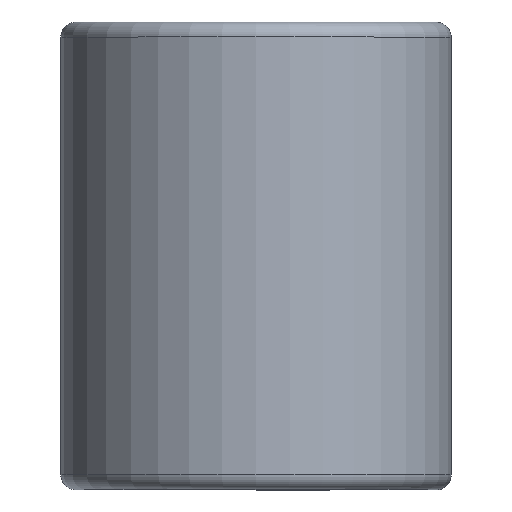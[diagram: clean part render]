
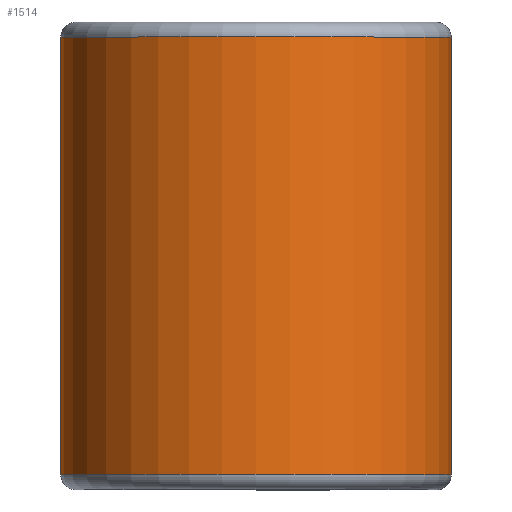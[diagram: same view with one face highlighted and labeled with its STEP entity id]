
A CAD part, top view. The second image highlights one B-rep face of the part: STEP entity #1514.
In plain terms, the highlighted cylindrical face has radius 9.944 mm (diameter 19.888 mm), a partial arc.
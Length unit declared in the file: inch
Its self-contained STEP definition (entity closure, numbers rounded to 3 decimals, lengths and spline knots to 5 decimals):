
#31 = AXIS2_PLACEMENT_3D ( 'NONE', #37, #64, #72 ) ;
#37 = CARTESIAN_POINT ( 'NONE',  ( 0., 0.43875, 0. ) ) ;
#64 = DIRECTION ( 'NONE',  ( 0., -1., 0. ) ) ;
#72 = DIRECTION ( 'NONE',  ( 0., 0., -1. ) ) ;
#186 = CARTESIAN_POINT ( 'NONE',  ( 0., -0.43875, 0. ) ) ;
#197 = DIRECTION ( 'NONE',  ( 0., 1., 0. ) ) ;
#215 = EDGE_LOOP ( 'NONE', ( #2064, #1764, #723, #727 ) ) ;
#401 = DIRECTION ( 'NONE',  ( 0., 0., -1. ) ) ;
#425 = FACE_OUTER_BOUND ( 'NONE', #215, .T. ) ;
#441 = VERTEX_POINT ( 'NONE', #988 ) ;
#449 = VERTEX_POINT ( 'NONE', #563 ) ;
#457 = CARTESIAN_POINT ( 'NONE',  ( 0., -0.43875, -0.3915 ) ) ;
#563 = CARTESIAN_POINT ( 'NONE',  ( 0.3915, 0.43875, 0. ) ) ;
#594 = CARTESIAN_POINT ( 'NONE',  ( 0.3915, 0.43875, 0. ) ) ;
#699 = DIRECTION ( 'NONE',  ( 0., -1., 0. ) ) ;
#723 = ORIENTED_EDGE ( 'NONE', *, *, #1156, .F. ) ;
#727 = ORIENTED_EDGE ( 'NONE', *, *, #1105, .F. ) ;
#766 = CARTESIAN_POINT ( 'NONE',  ( 0., 0.43875, -0.3915 ) ) ;
#811 = EDGE_CURVE ( 'NONE', #449, #1841, #827, .T. ) ;
#827 = CIRCLE ( 'NONE', #31, 0.3915 ) ;
#933 = LINE ( 'NONE', #594, #1906 ) ;
#988 = CARTESIAN_POINT ( 'NONE',  ( 0.3915, -0.43875, 0. ) ) ;
#1060 = CARTESIAN_POINT ( 'NONE',  ( 0., 0.4375, 0. ) ) ;
#1105 = EDGE_CURVE ( 'NONE', #441, #2238, #2270, .T. ) ;
#1129 = CYLINDRICAL_SURFACE ( 'NONE', #1736, 0.3915 ) ;
#1156 = EDGE_CURVE ( 'NONE', #2238, #1841, #1645, .T. ) ;
#1165 = VECTOR ( 'NONE', #197, 39.37008 ) ;
#1172 = EDGE_CURVE ( 'NONE', #441, #449, #933, .T. ) ;
#1483 = DIRECTION ( 'NONE',  ( 0., -1., 0. ) ) ;
#1514 = ADVANCED_FACE ( 'NONE', ( #425 ), #1129, .T. ) ;
#1645 = LINE ( 'NONE', #766, #1165 ) ;
#1736 = AXIS2_PLACEMENT_3D ( 'NONE', #1060, #699, #2179 ) ;
#1764 = ORIENTED_EDGE ( 'NONE', *, *, #811, .T. ) ;
#1841 = VERTEX_POINT ( 'NONE', #2338 ) ;
#1870 = DIRECTION ( 'NONE',  ( 0., 1., 0. ) ) ;
#1906 = VECTOR ( 'NONE', #1870, 39.37008 ) ;
#2064 = ORIENTED_EDGE ( 'NONE', *, *, #1172, .T. ) ;
#2179 = DIRECTION ( 'NONE',  ( 0., 0., -1. ) ) ;
#2238 = VERTEX_POINT ( 'NONE', #457 ) ;
#2246 = AXIS2_PLACEMENT_3D ( 'NONE', #186, #1483, #401 ) ;
#2270 = CIRCLE ( 'NONE', #2246, 0.3915 ) ;
#2338 = CARTESIAN_POINT ( 'NONE',  ( 0., 0.43875, -0.3915 ) ) ;
